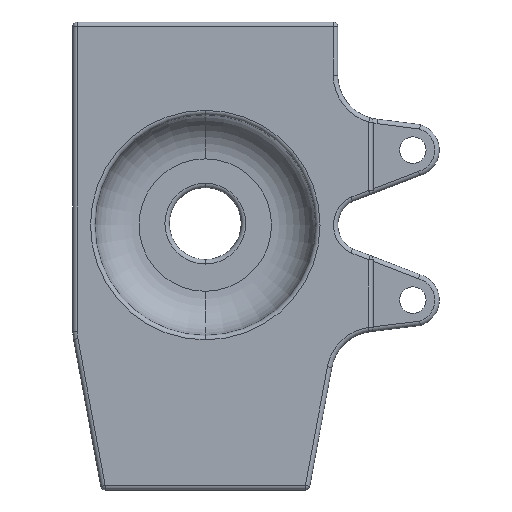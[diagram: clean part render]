
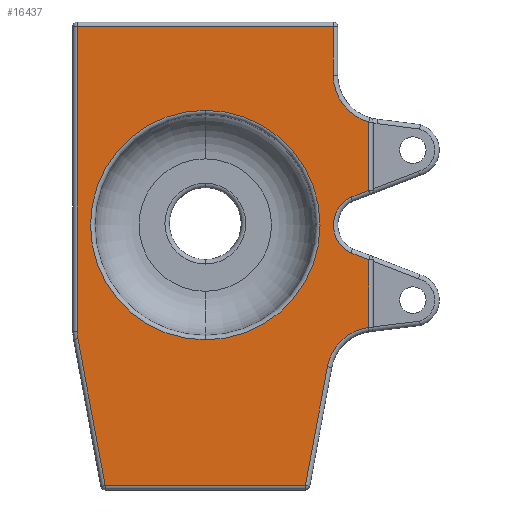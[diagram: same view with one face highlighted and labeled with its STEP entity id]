
A CAD part, front view. The second image highlights one B-rep face of the part: STEP entity #16437.
In plain terms, the highlighted planar face has unit normal (0, -1, 0).
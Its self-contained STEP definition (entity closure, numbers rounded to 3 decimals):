
#28 = AXIS2_PLACEMENT_3D ( 'NONE', #2032, #1703, #8556 ) ;
#74 = EDGE_CURVE ( 'NONE', #15805, #10113, #2915, .T. ) ;
#161 = CARTESIAN_POINT ( 'NONE',  ( 27.337, 0., -30.655 ) ) ;
#557 = VERTEX_POINT ( 'NONE', #5063 ) ;
#569 = AXIS2_PLACEMENT_3D ( 'NONE', #6653, #8199, #13405 ) ;
#951 = CARTESIAN_POINT ( 'NONE',  ( 19.34, 0., -20.073 ) ) ;
#1660 = CIRCLE ( 'NONE', #2024, 11. ) ;
#1703 = DIRECTION ( 'NONE',  ( 0., 1., 0. ) ) ;
#1787 = DIRECTION ( 'NONE',  ( 0., 0., 1. ) ) ;
#1909 = VECTOR ( 'NONE', #9576, 1000. ) ;
#2024 = AXIS2_PLACEMENT_3D ( 'NONE', #10219, #16958, #1787 ) ;
#2032 = CARTESIAN_POINT ( 'NONE',  ( -9.66, 0., -54. ) ) ;
#2401 = EDGE_CURVE ( 'NONE', #8002, #4616, #20846, .T. ) ;
#2548 = VECTOR ( 'NONE', #9827, 1000. ) ;
#2631 = ORIENTED_EDGE ( 'NONE', *, *, #7012, .T. ) ;
#2688 = CARTESIAN_POINT ( 'NONE',  ( 18.011, 0., -86.067 ) ) ;
#2712 = VERTEX_POINT ( 'NONE', #2688 ) ;
#2915 = LINE ( 'NONE', #17974, #1909 ) ;
#2951 = EDGE_CURVE ( 'NONE', #3120, #8002, #1660, .T. ) ;
#3072 = ORIENTED_EDGE ( 'NONE', *, *, #15264, .T. ) ;
#3120 = VERTEX_POINT ( 'NONE', #161 ) ;
#3416 = CARTESIAN_POINT ( 'NONE',  ( -38.66, 0., -88.075 ) ) ;
#3783 = VERTEX_POINT ( 'NONE', #16540 ) ;
#4157 = EDGE_CURVE ( 'NONE', #557, #19170, #8709, .T. ) ;
#4576 = ORIENTED_EDGE ( 'NONE', *, *, #7414, .T. ) ;
#4616 = VERTEX_POINT ( 'NONE', #11481 ) ;
#5063 = CARTESIAN_POINT ( 'NONE',  ( -38.66, 0., -78.079 ) ) ;
#5469 = DIRECTION ( 'NONE',  ( 0.183, 0., -0.983 ) ) ;
#5501 = VERTEX_POINT ( 'NONE', #9664 ) ;
#6149 = LINE ( 'NONE', #7808, #9210 ) ;
#6294 = CARTESIAN_POINT ( 'NONE',  ( -9.66, 0., -80. ) ) ;
#6306 = LINE ( 'NONE', #6410, #16385 ) ;
#6410 = CARTESIAN_POINT ( 'NONE',  ( 14.643, 0., -51.014 ) ) ;
#6653 = CARTESIAN_POINT ( 'NONE',  ( -29.66, 0., -78.079 ) ) ;
#7012 = EDGE_CURVE ( 'NONE', #13795, #557, #16931, .T. ) ;
#7148 = AXIS2_PLACEMENT_3D ( 'NONE', #10871, #17601, #14406 ) ;
#7414 = EDGE_CURVE ( 'NONE', #10113, #17117, #13327, .T. ) ;
#7431 = ORIENTED_EDGE ( 'NONE', *, *, #14290, .T. ) ;
#7704 = ORIENTED_EDGE ( 'NONE', *, *, #74, .T. ) ;
#7808 = CARTESIAN_POINT ( 'NONE',  ( 28.826, 0., -113. ) ) ;
#7827 = CIRCLE ( 'NONE', #28, 26. ) ;
#7878 = CIRCLE ( 'NONE', #19891, 26. ) ;
#8002 = VERTEX_POINT ( 'NONE', #951 ) ;
#8149 = CARTESIAN_POINT ( 'NONE',  ( 18.011, 0., -86.067 ) ) ;
#8199 = DIRECTION ( 'NONE',  ( 0., -1., 0. ) ) ;
#8323 = LINE ( 'NONE', #15620, #16658 ) ;
#8556 = DIRECTION ( 'NONE',  ( 0., 0., 1. ) ) ;
#8709 = CIRCLE ( 'NONE', #569, 9. ) ;
#8904 = CARTESIAN_POINT ( 'NONE',  ( 19.34, 0., -88.075 ) ) ;
#9210 = VECTOR ( 'NONE', #15988, 1000. ) ;
#9370 = ORIENTED_EDGE ( 'NONE', *, *, #2401, .T. ) ;
#9576 = DIRECTION ( 'NONE',  ( -0.934, 0., 0.357 ) ) ;
#9641 = CIRCLE ( 'NONE', #7148, 11. ) ;
#9664 = CARTESIAN_POINT ( 'NONE',  ( 27.337, 0., -77.176 ) ) ;
#9687 = ORIENTED_EDGE ( 'NONE', *, *, #12555, .T. ) ;
#9827 = DIRECTION ( 'NONE',  ( 0.183, 0., 0.983 ) ) ;
#9840 = DIRECTION ( 'NONE',  ( 0., 1., 0. ) ) ;
#10113 = VERTEX_POINT ( 'NONE', #20326 ) ;
#10219 = CARTESIAN_POINT ( 'NONE',  ( 30.34, 0., -20.073 ) ) ;
#10547 = CARTESIAN_POINT ( 'NONE',  ( 27.337, 0., -46.156 ) ) ;
#10792 = CARTESIAN_POINT ( 'NONE',  ( 27.337, 0., -88.075 ) ) ;
#10871 = CARTESIAN_POINT ( 'NONE',  ( 28.826, 0., -88.075 ) ) ;
#11069 = AXIS2_PLACEMENT_3D ( 'NONE', #13043, #9840, #11710 ) ;
#11127 = ORIENTED_EDGE ( 'NONE', *, *, #14136, .T. ) ;
#11427 = VECTOR ( 'NONE', #5469, 1000. ) ;
#11438 = ORIENTED_EDGE ( 'NONE', *, *, #17519, .T. ) ;
#11468 = CARTESIAN_POINT ( 'NONE',  ( 28.826, 0., -9. ) ) ;
#11470 = EDGE_LOOP ( 'NONE', ( #12458, #3072 ) ) ;
#11481 = CARTESIAN_POINT ( 'NONE',  ( 19.34, 0., -9. ) ) ;
#11634 = CARTESIAN_POINT ( 'NONE',  ( 27.337, 0., -61.844 ) ) ;
#11710 = DIRECTION ( 'NONE',  ( 0., 0., 1. ) ) ;
#12458 = ORIENTED_EDGE ( 'NONE', *, *, #16300, .T. ) ;
#12555 = EDGE_CURVE ( 'NONE', #5501, #15805, #18943, .T. ) ;
#12831 = CARTESIAN_POINT ( 'NONE',  ( 26.356, 0., -54. ) ) ;
#13043 = CARTESIAN_POINT ( 'NONE',  ( 28.826, 0., -88.075 ) ) ;
#13116 = EDGE_CURVE ( 'NONE', #20218, #3783, #6149, .T. ) ;
#13121 = LINE ( 'NONE', #11468, #17704 ) ;
#13163 = DIRECTION ( 'NONE',  ( 0.934, 0., 0.357 ) ) ;
#13263 = PLANE ( 'NONE',  #11069 ) ;
#13327 = CIRCLE ( 'NONE', #19665, 7. ) ;
#13405 = DIRECTION ( 'NONE',  ( 0., 0., 1. ) ) ;
#13665 = VERTEX_POINT ( 'NONE', #19369 ) ;
#13795 = VERTEX_POINT ( 'NONE', #18046 ) ;
#13822 = DIRECTION ( 'NONE',  ( 0., 0., -1. ) ) ;
#14136 = EDGE_CURVE ( 'NONE', #20294, #3120, #8323, .T. ) ;
#14290 = EDGE_CURVE ( 'NONE', #4616, #13795, #13121, .T. ) ;
#14406 = DIRECTION ( 'NONE',  ( 0., 0., 1. ) ) ;
#14672 = DIRECTION ( 'NONE',  ( -1., 0., 0. ) ) ;
#14928 = ORIENTED_EDGE ( 'NONE', *, *, #18096, .T. ) ;
#14982 = ORIENTED_EDGE ( 'NONE', *, *, #15400, .T. ) ;
#15134 = FACE_BOUND ( 'NONE', #11470, .T. ) ;
#15264 = EDGE_CURVE ( 'NONE', #21305, #13665, #7827, .T. ) ;
#15400 = EDGE_CURVE ( 'NONE', #19170, #20218, #21850, .T. ) ;
#15415 = ORIENTED_EDGE ( 'NONE', *, *, #4157, .T. ) ;
#15620 = CARTESIAN_POINT ( 'NONE',  ( 27.337, 0., -88.075 ) ) ;
#15725 = ORIENTED_EDGE ( 'NONE', *, *, #13116, .T. ) ;
#15805 = VERTEX_POINT ( 'NONE', #11634 ) ;
#15988 = DIRECTION ( 'NONE',  ( 1., 0., 0. ) ) ;
#16270 = VECTOR ( 'NONE', #17515, 1000. ) ;
#16300 = EDGE_CURVE ( 'NONE', #13665, #21305, #7878, .T. ) ;
#16385 = VECTOR ( 'NONE', #13163, 1000. ) ;
#16437 = ADVANCED_FACE ( 'NONE', ( #15134, #16473 ), #13263, .F. ) ;
#16473 = FACE_OUTER_BOUND ( 'NONE', #18087, .T. ) ;
#16540 = CARTESIAN_POINT ( 'NONE',  ( 13.009, 0., -113. ) ) ;
#16658 = VECTOR ( 'NONE', #17281, 1000. ) ;
#16931 = LINE ( 'NONE', #3416, #20385 ) ;
#16958 = DIRECTION ( 'NONE',  ( 0., 1., 0. ) ) ;
#17117 = VERTEX_POINT ( 'NONE', #19320 ) ;
#17276 = CARTESIAN_POINT ( 'NONE',  ( -32.328, 0., -113. ) ) ;
#17281 = DIRECTION ( 'NONE',  ( 0., 0., 1. ) ) ;
#17419 = DIRECTION ( 'NONE',  ( 0., 0., 1. ) ) ;
#17515 = DIRECTION ( 'NONE',  ( 0., 0., 1. ) ) ;
#17519 = EDGE_CURVE ( 'NONE', #17117, #20294, #6306, .T. ) ;
#17575 = DIRECTION ( 'NONE',  ( 0., 1., 0. ) ) ;
#17601 = DIRECTION ( 'NONE',  ( 0., 1., 0. ) ) ;
#17704 = VECTOR ( 'NONE', #14672, 1000. ) ;
#17905 = DIRECTION ( 'NONE',  ( 0., 0., 1. ) ) ;
#17974 = CARTESIAN_POINT ( 'NONE',  ( 37.392, 0., -65.692 ) ) ;
#18046 = CARTESIAN_POINT ( 'NONE',  ( -38.66, 0., -9. ) ) ;
#18087 = EDGE_LOOP ( 'NONE', ( #15725, #21194, #14928, #9687, #7704, #4576, #11438, #11127, #21330, #9370, #7431, #2631, #15415, #14982 ) ) ;
#18096 = EDGE_CURVE ( 'NONE', #2712, #5501, #9641, .T. ) ;
#18323 = LINE ( 'NONE', #8149, #2548 ) ;
#18943 = LINE ( 'NONE', #10792, #16270 ) ;
#19170 = VERTEX_POINT ( 'NONE', #19647 ) ;
#19219 = DIRECTION ( 'NONE',  ( 0., 0., 1. ) ) ;
#19253 = EDGE_CURVE ( 'NONE', #3783, #2712, #18323, .T. ) ;
#19320 = CARTESIAN_POINT ( 'NONE',  ( 23.314, 0., -47.696 ) ) ;
#19369 = CARTESIAN_POINT ( 'NONE',  ( -9.66, 0., -28. ) ) ;
#19647 = CARTESIAN_POINT ( 'NONE',  ( -38.509, 0., -79.723 ) ) ;
#19665 = AXIS2_PLACEMENT_3D ( 'NONE', #12831, #21562, #17905 ) ;
#19891 = AXIS2_PLACEMENT_3D ( 'NONE', #21007, #17575, #19219 ) ;
#20218 = VERTEX_POINT ( 'NONE', #17276 ) ;
#20294 = VERTEX_POINT ( 'NONE', #10547 ) ;
#20326 = CARTESIAN_POINT ( 'NONE',  ( 23.314, 0., -60.304 ) ) ;
#20385 = VECTOR ( 'NONE', #13822, 1000. ) ;
#20621 = CARTESIAN_POINT ( 'NONE',  ( -34.764, 0., -99.885 ) ) ;
#20846 = LINE ( 'NONE', #8904, #21470 ) ;
#21007 = CARTESIAN_POINT ( 'NONE',  ( -9.66, 0., -54. ) ) ;
#21194 = ORIENTED_EDGE ( 'NONE', *, *, #19253, .T. ) ;
#21305 = VERTEX_POINT ( 'NONE', #6294 ) ;
#21330 = ORIENTED_EDGE ( 'NONE', *, *, #2951, .T. ) ;
#21470 = VECTOR ( 'NONE', #17419, 1000. ) ;
#21562 = DIRECTION ( 'NONE',  ( 0., 1., 0. ) ) ;
#21850 = LINE ( 'NONE', #20621, #11427 ) ;
